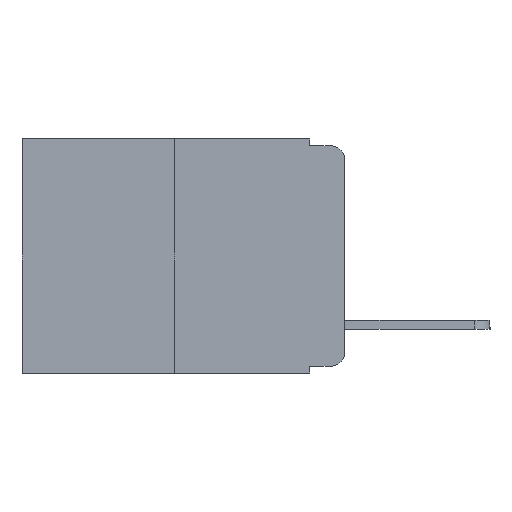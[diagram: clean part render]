
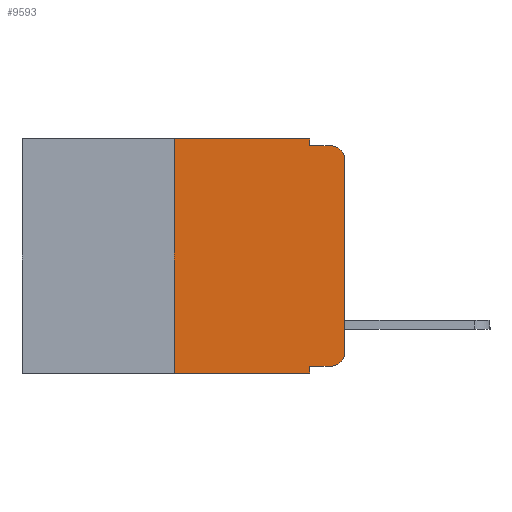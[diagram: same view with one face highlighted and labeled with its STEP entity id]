
A CAD part, left-side view. The second image highlights one B-rep face of the part: STEP entity #9593.
In plain terms, the highlighted planar face has unit normal (-1, 0, 0).
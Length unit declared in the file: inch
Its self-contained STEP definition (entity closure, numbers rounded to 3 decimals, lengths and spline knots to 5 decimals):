
#100 = VECTOR ( 'NONE', #10881, 39.37008 ) ;
#210 = VERTEX_POINT ( 'NONE', #2789 ) ;
#284 = CARTESIAN_POINT ( 'NONE',  ( 0., 0., -0.03 ) ) ;
#399 = FACE_OUTER_BOUND ( 'NONE', #5223, .T. ) ;
#408 = CARTESIAN_POINT ( 'NONE',  ( 0., 0.051, -0.333 ) ) ;
#652 = VERTEX_POINT ( 'NONE', #12458 ) ;
#725 = CARTESIAN_POINT ( 'NONE',  ( 0., 0.25, 0. ) ) ;
#761 = LINE ( 'NONE', #6221, #5420 ) ;
#1113 = CARTESIAN_POINT ( 'NONE',  ( 0., 0., -0.313 ) ) ;
#1191 = VECTOR ( 'NONE', #11703, 39.37008 ) ;
#1341 = DIRECTION ( 'NONE',  ( 0., 0., 1. ) ) ;
#1526 = LINE ( 'NONE', #3894, #4541 ) ;
#1560 = DIRECTION ( 'NONE',  ( 0., 0., -1. ) ) ;
#1587 = DIRECTION ( 'NONE',  ( 0., 0., -1. ) ) ;
#1589 = VECTOR ( 'NONE', #1341, 39.37008 ) ;
#1836 = DIRECTION ( 'NONE',  ( 0., 0., 1. ) ) ;
#1908 = LINE ( 'NONE', #2107, #1191 ) ;
#2107 = CARTESIAN_POINT ( 'NONE',  ( 0., 0.051, -0.01 ) ) ;
#2153 = VECTOR ( 'NONE', #8943, 39.37008 ) ;
#2188 = EDGE_CURVE ( 'NONE', #2653, #5444, #9492, .T. ) ;
#2385 = LINE ( 'NONE', #6647, #100 ) ;
#2452 = VERTEX_POINT ( 'NONE', #7918 ) ;
#2653 = VERTEX_POINT ( 'NONE', #5190 ) ;
#2748 = PLANE ( 'NONE',  #4967 ) ;
#2772 = VERTEX_POINT ( 'NONE', #284 ) ;
#2789 = CARTESIAN_POINT ( 'NONE',  ( 0., 0.051, -0.343 ) ) ;
#3894 = CARTESIAN_POINT ( 'NONE',  ( 0., 0.051, 0. ) ) ;
#4058 = CARTESIAN_POINT ( 'NONE',  ( 0., 0.051, 0. ) ) ;
#4361 = ORIENTED_EDGE ( 'NONE', *, *, #9579, .T. ) ;
#4541 = VECTOR ( 'NONE', #1587, 39.37008 ) ;
#4948 = DIRECTION ( 'NONE',  ( 0., -1., 0. ) ) ;
#4967 = AXIS2_PLACEMENT_3D ( 'NONE', #12250, #13161, #1560 ) ;
#5190 = CARTESIAN_POINT ( 'NONE',  ( 0., 0.02, -0.333 ) ) ;
#5223 = EDGE_LOOP ( 'NONE', ( #6887, #13435, #6030, #7530, #7129, #6826, #4361, #13691, #5877, #12844 ) ) ;
#5273 = DIRECTION ( 'NONE',  ( 0., 0., -1. ) ) ;
#5420 = VECTOR ( 'NONE', #1836, 39.37008 ) ;
#5444 = VERTEX_POINT ( 'NONE', #1113 ) ;
#5467 = CARTESIAN_POINT ( 'NONE',  ( 0., 0.25, -0.343 ) ) ;
#5877 = ORIENTED_EDGE ( 'NONE', *, *, #5947, .T. ) ;
#5947 = EDGE_CURVE ( 'NONE', #7005, #2653, #7896, .T. ) ;
#5986 = CARTESIAN_POINT ( 'NONE',  ( 0., 0.051, -0.333 ) ) ;
#6030 = ORIENTED_EDGE ( 'NONE', *, *, #8179, .F. ) ;
#6221 = CARTESIAN_POINT ( 'NONE',  ( 0., 0., 0. ) ) ;
#6508 = CIRCLE ( 'NONE', #10288, 0.02 ) ;
#6556 = LINE ( 'NONE', #10862, #1589 ) ;
#6647 = CARTESIAN_POINT ( 'NONE',  ( 0., 0.473, -0.343 ) ) ;
#6826 = ORIENTED_EDGE ( 'NONE', *, *, #11507, .F. ) ;
#6887 = ORIENTED_EDGE ( 'NONE', *, *, #9330, .T. ) ;
#7005 = VERTEX_POINT ( 'NONE', #5986 ) ;
#7051 = VERTEX_POINT ( 'NONE', #725 ) ;
#7129 = ORIENTED_EDGE ( 'NONE', *, *, #11786, .F. ) ;
#7224 = CARTESIAN_POINT ( 'NONE',  ( 0., 0.02, -0.01 ) ) ;
#7360 = CARTESIAN_POINT ( 'NONE',  ( 0., 0.02, -0.313 ) ) ;
#7530 = ORIENTED_EDGE ( 'NONE', *, *, #11419, .F. ) ;
#7896 = LINE ( 'NONE', #408, #2153 ) ;
#7918 = CARTESIAN_POINT ( 'NONE',  ( 0., 0.051, 0. ) ) ;
#7984 = EDGE_CURVE ( 'NONE', #2772, #10569, #6508, .T. ) ;
#8179 = EDGE_CURVE ( 'NONE', #652, #10569, #1908, .T. ) ;
#8304 = DIRECTION ( 'NONE',  ( 0., 0., -1. ) ) ;
#8364 = AXIS2_PLACEMENT_3D ( 'NONE', #7360, #9321, #5273 ) ;
#8466 = VECTOR ( 'NONE', #8304, 39.37008 ) ;
#8943 = DIRECTION ( 'NONE',  ( 0., -1., 0. ) ) ;
#9090 = DIRECTION ( 'NONE',  ( -1., 0., 0. ) ) ;
#9256 = LINE ( 'NONE', #11542, #13347 ) ;
#9321 = DIRECTION ( 'NONE',  ( -1., 0., 0. ) ) ;
#9330 = EDGE_CURVE ( 'NONE', #5444, #2772, #761, .T. ) ;
#9492 = CIRCLE ( 'NONE', #8364, 0.02 ) ;
#9579 = EDGE_CURVE ( 'NONE', #13560, #210, #2385, .T. ) ;
#9593 = ADVANCED_FACE ( 'NONE', ( #399 ), #2748, .F. ) ;
#10288 = AXIS2_PLACEMENT_3D ( 'NONE', #10959, #9090, #12063 ) ;
#10426 = EDGE_CURVE ( 'NONE', #7005, #210, #1526, .T. ) ;
#10569 = VERTEX_POINT ( 'NONE', #7224 ) ;
#10862 = CARTESIAN_POINT ( 'NONE',  ( 0., 0.25, 0. ) ) ;
#10881 = DIRECTION ( 'NONE',  ( 0., -1., 0. ) ) ;
#10959 = CARTESIAN_POINT ( 'NONE',  ( 0., 0.02, -0.03 ) ) ;
#11419 = EDGE_CURVE ( 'NONE', #2452, #652, #13693, .T. ) ;
#11507 = EDGE_CURVE ( 'NONE', #13560, #7051, #6556, .T. ) ;
#11542 = CARTESIAN_POINT ( 'NONE',  ( 0., 0.473, 0. ) ) ;
#11703 = DIRECTION ( 'NONE',  ( 0., -1., 0. ) ) ;
#11786 = EDGE_CURVE ( 'NONE', #7051, #2452, #9256, .T. ) ;
#12063 = DIRECTION ( 'NONE',  ( 0., 0., -1. ) ) ;
#12250 = CARTESIAN_POINT ( 'NONE',  ( 0., 0.473, 0. ) ) ;
#12458 = CARTESIAN_POINT ( 'NONE',  ( 0., 0.051, -0.01 ) ) ;
#12844 = ORIENTED_EDGE ( 'NONE', *, *, #2188, .T. ) ;
#13161 = DIRECTION ( 'NONE',  ( 1., 0., 0. ) ) ;
#13347 = VECTOR ( 'NONE', #4948, 39.37008 ) ;
#13435 = ORIENTED_EDGE ( 'NONE', *, *, #7984, .T. ) ;
#13560 = VERTEX_POINT ( 'NONE', #5467 ) ;
#13691 = ORIENTED_EDGE ( 'NONE', *, *, #10426, .F. ) ;
#13693 = LINE ( 'NONE', #4058, #8466 ) ;
